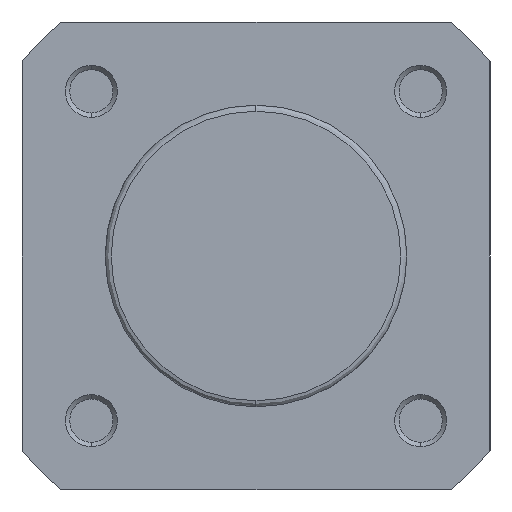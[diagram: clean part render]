
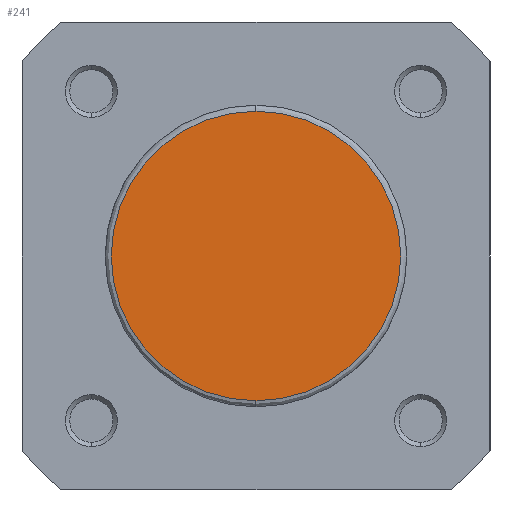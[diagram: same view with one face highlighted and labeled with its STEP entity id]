
A CAD part, left-side view. The second image highlights one B-rep face of the part: STEP entity #241.
In plain terms, the highlighted planar face has unit normal (-1, 0, 0).
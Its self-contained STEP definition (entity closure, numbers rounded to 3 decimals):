
#95 = VERTEX_POINT ( 'NONE', #2508 ) ;
#129 = VERTEX_POINT ( 'NONE', #2542 ) ;
#241 = ADVANCED_FACE ( 'NONE', ( #5572 ), #2741, .T. ) ;
#444 = CARTESIAN_POINT ( 'NONE',  ( 0., 0., 0. ) ) ;
#445 = DIRECTION ( 'NONE',  ( -1., 0., 0. ) ) ;
#446 = DIRECTION ( 'NONE',  ( 0., 0., 1. ) ) ;
#597 = CARTESIAN_POINT ( 'NONE',  ( 0., 0., 0. ) ) ;
#604 = DIRECTION ( 'NONE',  ( -1., 0., 0. ) ) ;
#605 = DIRECTION ( 'NONE',  ( 0., 0., 1. ) ) ;
#1406 = EDGE_LOOP ( 'NONE', ( #1916, #1915 ) ) ;
#1915 = ORIENTED_EDGE ( 'NONE', *, *, #3944, .T. ) ;
#1916 = ORIENTED_EDGE ( 'NONE', *, *, #3880, .T. ) ;
#2508 = CARTESIAN_POINT ( 'NONE',  ( 0., 0., -16.7 ) ) ;
#2542 = CARTESIAN_POINT ( 'NONE',  ( 0., 0., 16.7 ) ) ;
#2741 = PLANE ( 'NONE',  #4202 ) ;
#2744 = CARTESIAN_POINT ( 'NONE',  ( 0., -17.4, 0. ) ) ;
#2754 = DIRECTION ( 'NONE',  ( -1., 0., 0. ) ) ;
#2755 = DIRECTION ( 'NONE',  ( 0., 0., 1. ) ) ;
#3880 = EDGE_CURVE ( 'NONE', #129, #95, #5137, .T. ) ;
#3944 = EDGE_CURVE ( 'NONE', #95, #129, #5231, .T. ) ;
#4202 = AXIS2_PLACEMENT_3D ( 'NONE', #2744, #2754, #2755 ) ;
#4510 = AXIS2_PLACEMENT_3D ( 'NONE', #444, #445, #446 ) ;
#4554 = AXIS2_PLACEMENT_3D ( 'NONE', #597, #604, #605 ) ;
#5137 = CIRCLE ( 'NONE', #4510, 16.7 ) ;
#5231 = CIRCLE ( 'NONE', #4554, 16.7 ) ;
#5572 = FACE_OUTER_BOUND ( 'NONE', #1406, .T. ) ;
